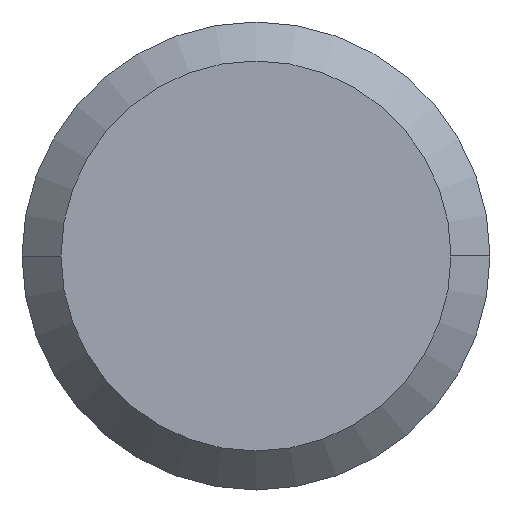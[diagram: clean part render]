
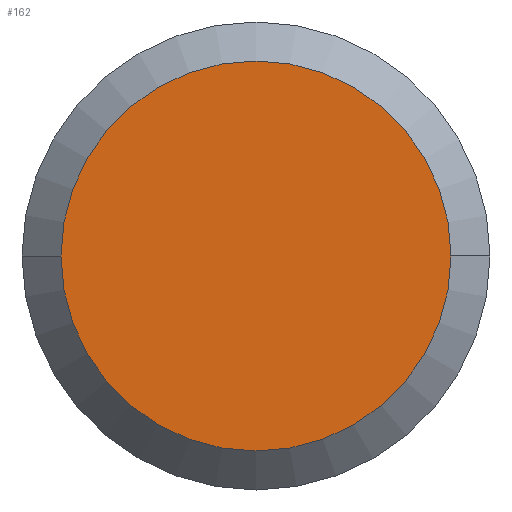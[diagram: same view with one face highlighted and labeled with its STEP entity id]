
A CAD part, left-side view. The second image highlights one B-rep face of the part: STEP entity #162.
In plain terms, the highlighted planar face has unit normal (-1, 0, 0).
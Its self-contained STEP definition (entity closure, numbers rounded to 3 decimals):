
#6 = DIRECTION ( 'NONE',  ( -1., 0., 0. ) ) ;
#22 = DIRECTION ( 'NONE',  ( 1., 0., 0. ) ) ;
#24 = DIRECTION ( 'NONE',  ( 1., 0., 0. ) ) ;
#28 = EDGE_CURVE ( 'NONE', #148, #70, #99, .T. ) ;
#34 = DIRECTION ( 'NONE',  ( 0., -1., 0. ) ) ;
#37 = PLANE ( 'NONE',  #39 ) ;
#39 = AXIS2_PLACEMENT_3D ( 'NONE', #342, #6, #34 ) ;
#49 = CARTESIAN_POINT ( 'NONE',  ( -73., 0., 0. ) ) ;
#58 = ORIENTED_EDGE ( 'NONE', *, *, #28, .F. ) ;
#70 = VERTEX_POINT ( 'NONE', #224 ) ;
#71 = CARTESIAN_POINT ( 'NONE',  ( -73., 0., 0. ) ) ;
#73 = FACE_OUTER_BOUND ( 'NONE', #296, .T. ) ;
#99 = CIRCLE ( 'NONE', #319, 5. ) ;
#104 = CARTESIAN_POINT ( 'NONE',  ( -73., 5., 0. ) ) ;
#109 = EDGE_CURVE ( 'NONE', #70, #148, #155, .T. ) ;
#128 = AXIS2_PLACEMENT_3D ( 'NONE', #49, #24, #165 ) ;
#148 = VERTEX_POINT ( 'NONE', #104 ) ;
#155 = CIRCLE ( 'NONE', #128, 5. ) ;
#162 = ADVANCED_FACE ( 'NONE', ( #73 ), #37, .T. ) ;
#165 = DIRECTION ( 'NONE',  ( 0., 1., 0. ) ) ;
#224 = CARTESIAN_POINT ( 'NONE',  ( -73., -5., 0. ) ) ;
#235 = ORIENTED_EDGE ( 'NONE', *, *, #109, .F. ) ;
#296 = EDGE_LOOP ( 'NONE', ( #58, #235 ) ) ;
#303 = DIRECTION ( 'NONE',  ( 0., 1., 0. ) ) ;
#319 = AXIS2_PLACEMENT_3D ( 'NONE', #71, #22, #303 ) ;
#342 = CARTESIAN_POINT ( 'NONE',  ( -73., 0., 0. ) ) ;
